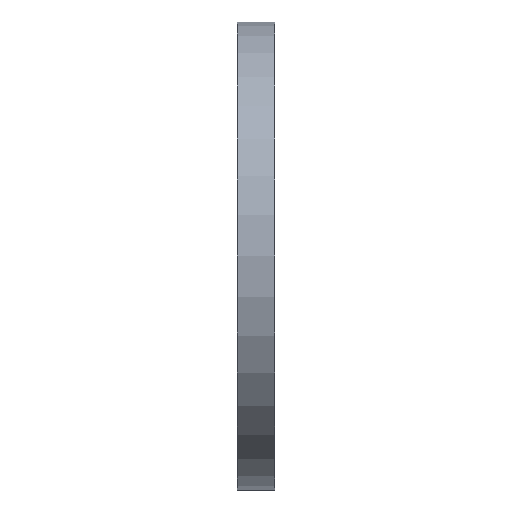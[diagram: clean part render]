
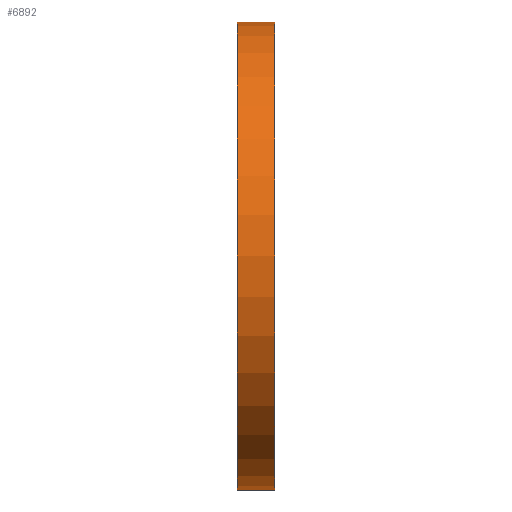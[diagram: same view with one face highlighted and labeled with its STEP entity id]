
A CAD part, left-side view. The second image highlights one B-rep face of the part: STEP entity #6892.
In plain terms, the highlighted cylindrical face has radius 50 mm (diameter 100 mm), a partial arc.
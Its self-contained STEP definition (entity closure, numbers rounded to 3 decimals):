
#634 = CIRCLE ( 'NONE', #4561, 50. ) ;
#1301 = DIRECTION ( 'NONE',  ( 0., 0., 1. ) ) ;
#1607 = FACE_OUTER_BOUND ( 'NONE', #11294, .T. ) ;
#1814 = ORIENTED_EDGE ( 'NONE', *, *, #11153, .T. ) ;
#1840 = CARTESIAN_POINT ( 'NONE',  ( 0., 8., -50. ) ) ;
#2994 = VERTEX_POINT ( 'NONE', #5746 ) ;
#3278 = VERTEX_POINT ( 'NONE', #1840 ) ;
#3374 = DIRECTION ( 'NONE',  ( 0., 1., 0. ) ) ;
#3604 = CARTESIAN_POINT ( 'NONE',  ( 0., 8., -50. ) ) ;
#4068 = EDGE_CURVE ( 'NONE', #3278, #4570, #7519, .T. ) ;
#4185 = AXIS2_PLACEMENT_3D ( 'NONE', #5349, #10437, #1301 ) ;
#4561 = AXIS2_PLACEMENT_3D ( 'NONE', #10611, #3374, #7527 ) ;
#4570 = VERTEX_POINT ( 'NONE', #6665 ) ;
#4778 = VECTOR ( 'NONE', #12188, 1000. ) ;
#5349 = CARTESIAN_POINT ( 'NONE',  ( 0., 8., 0. ) ) ;
#5746 = CARTESIAN_POINT ( 'NONE',  ( 0., 0., 50. ) ) ;
#5755 = DIRECTION ( 'NONE',  ( 0., -1., 0. ) ) ;
#6301 = VECTOR ( 'NONE', #6644, 1000. ) ;
#6361 = CYLINDRICAL_SURFACE ( 'NONE', #10047, 50. ) ;
#6644 = DIRECTION ( 'NONE',  ( 0., -1., 0. ) ) ;
#6665 = CARTESIAN_POINT ( 'NONE',  ( 0., 8., 50. ) ) ;
#6892 = ADVANCED_FACE ( 'NONE', ( #1607 ), #6361, .T. ) ;
#7234 = CARTESIAN_POINT ( 'NONE',  ( 0., 8., 50. ) ) ;
#7519 = CIRCLE ( 'NONE', #4185, 50. ) ;
#7527 = DIRECTION ( 'NONE',  ( 0., 0., 1. ) ) ;
#7666 = CARTESIAN_POINT ( 'NONE',  ( 0., 8., 0. ) ) ;
#8293 = EDGE_CURVE ( 'NONE', #4570, #2994, #10633, .T. ) ;
#8496 = ORIENTED_EDGE ( 'NONE', *, *, #4068, .F. ) ;
#8721 = ORIENTED_EDGE ( 'NONE', *, *, #8293, .F. ) ;
#9111 = EDGE_CURVE ( 'NONE', #11166, #2994, #634, .T. ) ;
#9319 = LINE ( 'NONE', #3604, #6301 ) ;
#9681 = CARTESIAN_POINT ( 'NONE',  ( 0., 0., -50. ) ) ;
#9771 = ORIENTED_EDGE ( 'NONE', *, *, #9111, .T. ) ;
#10047 = AXIS2_PLACEMENT_3D ( 'NONE', #7666, #5755, #12833 ) ;
#10437 = DIRECTION ( 'NONE',  ( 0., 1., 0. ) ) ;
#10611 = CARTESIAN_POINT ( 'NONE',  ( 0., 0., 0. ) ) ;
#10633 = LINE ( 'NONE', #7234, #4778 ) ;
#11153 = EDGE_CURVE ( 'NONE', #3278, #11166, #9319, .T. ) ;
#11166 = VERTEX_POINT ( 'NONE', #9681 ) ;
#11294 = EDGE_LOOP ( 'NONE', ( #8721, #8496, #1814, #9771 ) ) ;
#12188 = DIRECTION ( 'NONE',  ( 0., -1., 0. ) ) ;
#12833 = DIRECTION ( 'NONE',  ( 0., 0., -1. ) ) ;
